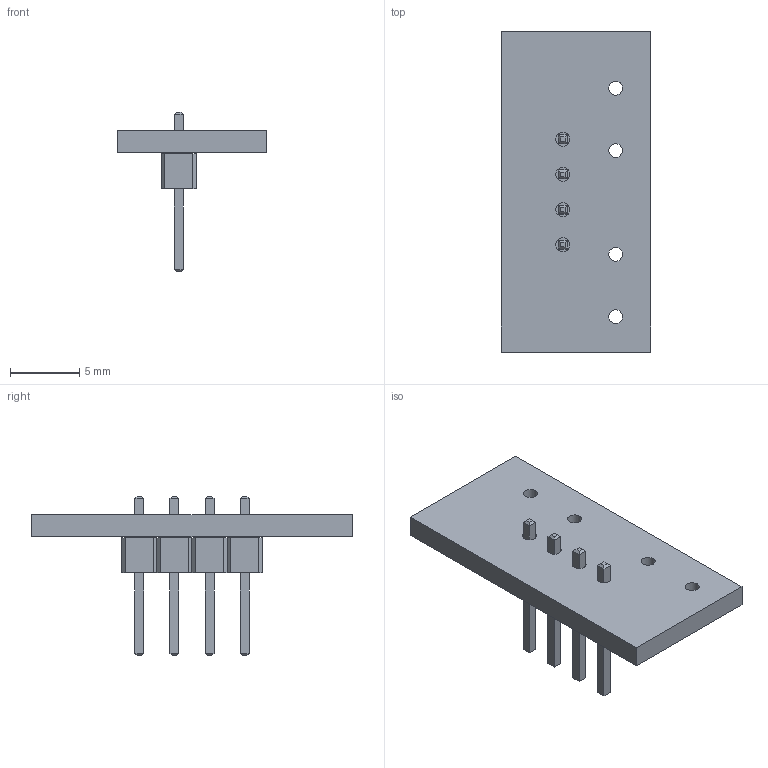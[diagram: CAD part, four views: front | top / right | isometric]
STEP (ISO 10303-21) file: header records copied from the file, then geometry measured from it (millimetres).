
FILE_DESCRIPTION(('KiCad electronic assembly'),'2;1');
FILE_NAME('power-in-usb-c.step','2023-01-25T22:25:55',('An Author'),( 'A Company'),'Open CASCADE STEP processor 6.9', 'KiCad to STEP converter','Unknown');
FILE_SCHEMA(('AUTOMOTIVE_DESIGN { 1 0 10303 214 1 1 1 1 }'));
Length unit declared in the file: millimetre
Products named in the file (4): Open CASCADE STEP translator 6.9 1; 1x4_pinheader_2.54mm_vertical; SOLID; COMPOUND
Assembly tree (3 placements, depth 3):
  Open CASCADE STEP translator 6.9 1
    1x4_pinheader_2.54mm_vertical
      SOLID
    COMPOUND
Bounding box: 10.79 x 23.11 x 11.54 mm (x, y, z)
Volume: 467.9 mm3; surface area: 841.9 mm2
Topology: 2 solids, 2 shells, 114 faces, 274 edges, 172 vertices
Faces by surface type: plane 106, cylinder 8
Full cylindrical faces by diameter (mm): 1 x8
Entity records: 7644 total; most frequent: CARTESIAN_POINT 1208, DIRECTION 1058, LINE 790, VECTOR 790, ORIENTED_EDGE 548, PCURVE 548, DEFINITIONAL_REPRESENTATION 548, EDGE_CURVE 274
